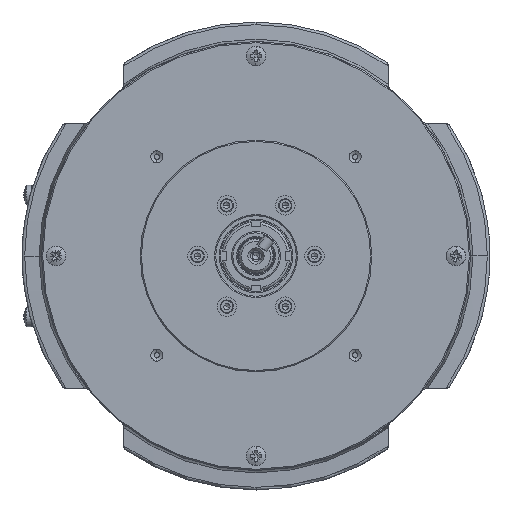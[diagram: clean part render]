
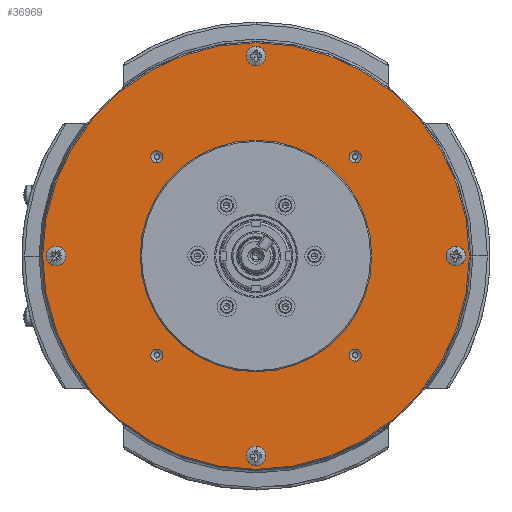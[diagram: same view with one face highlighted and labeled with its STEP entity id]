
A CAD part, left-side view. The second image highlights one B-rep face of the part: STEP entity #36969.
In plain terms, the highlighted planar face has unit normal (-1, 0, 0).
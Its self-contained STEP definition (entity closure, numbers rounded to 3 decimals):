
#4633=CARTESIAN_POINT('',(-12.3,-40.659,43.117));
#4634=VERTEX_POINT('',#4633);
#4642=CARTESIAN_POINT('',(-12.3,-40.659,38.2));
#4643=VERTEX_POINT('',#4642);
#4650=CARTESIAN_POINT('',(-12.3,-40.659,40.659));
#4651=DIRECTION('',(1.0,0.0,0.0));
#4652=DIRECTION('',(0.0,0.0,1.0));
#4653=AXIS2_PLACEMENT_3D('',#4650,#4651,#4652);
#4654=CIRCLE('',#4653,2.459);
#4655=EDGE_CURVE('',#4634,#4643,#4654,.T.);
#4686=CARTESIAN_POINT('',(-12.3,40.659,-38.2));
#4687=VERTEX_POINT('',#4686);
#4695=CARTESIAN_POINT('',(-12.3,40.659,-43.117));
#4696=VERTEX_POINT('',#4695);
#4703=CARTESIAN_POINT('',(-12.3,40.659,-40.659));
#4704=DIRECTION('',(1.0,0.0,0.0));
#4705=DIRECTION('',(0.0,0.0,1.0));
#4706=AXIS2_PLACEMENT_3D('',#4703,#4704,#4705);
#4707=CIRCLE('',#4706,2.459);
#4708=EDGE_CURVE('',#4687,#4696,#4707,.T.);
#4739=CARTESIAN_POINT('',(-12.3,-40.659,-38.2));
#4740=VERTEX_POINT('',#4739);
#4748=CARTESIAN_POINT('',(-12.3,-40.659,-43.117));
#4749=VERTEX_POINT('',#4748);
#4756=CARTESIAN_POINT('',(-12.3,-40.659,-40.659));
#4757=DIRECTION('',(1.0,0.0,0.0));
#4758=DIRECTION('',(0.0,0.0,1.0));
#4759=AXIS2_PLACEMENT_3D('',#4756,#4757,#4758);
#4760=CIRCLE('',#4759,2.459);
#4761=EDGE_CURVE('',#4740,#4749,#4760,.T.);
#4792=CARTESIAN_POINT('',(-12.3,40.659,43.117));
#4793=VERTEX_POINT('',#4792);
#4801=CARTESIAN_POINT('',(-12.3,40.659,38.2));
#4802=VERTEX_POINT('',#4801);
#4809=CARTESIAN_POINT('',(-12.3,40.659,40.659));
#4810=DIRECTION('',(1.0,0.0,0.0));
#4811=DIRECTION('',(0.0,0.0,1.0));
#4812=AXIS2_PLACEMENT_3D('',#4809,#4810,#4811);
#4813=CIRCLE('',#4812,2.459);
#4814=EDGE_CURVE('',#4793,#4802,#4813,.T.);
#4866=CARTESIAN_POINT('',(-12.3,0.,-47.5));
#4867=VERTEX_POINT('',#4866);
#4874=CARTESIAN_POINT('',(-12.3,0.,47.5));
#4875=VERTEX_POINT('',#4874);
#4876=CARTESIAN_POINT('',(-12.3,0.,0.));
#4877=DIRECTION('',(1.0,0.0,0.0));
#4878=DIRECTION('',(0.0,0.0,-1.0));
#4879=AXIS2_PLACEMENT_3D('',#4876,#4877,#4878);
#4880=CIRCLE('',#4879,47.5);
#4881=EDGE_CURVE('',#4875,#4867,#4880,.T.);
#4927=CARTESIAN_POINT('',(-12.3,-82.,4.));
#4928=VERTEX_POINT('',#4927);
#4962=CARTESIAN_POINT('',(-12.3,-82.,-4.));
#4963=VERTEX_POINT('',#4962);
#4970=CARTESIAN_POINT('',(-12.3,-82.,0.));
#4971=DIRECTION('',(1.0,0.0,0.0));
#4972=DIRECTION('',(0.0,0.0,1.0));
#4973=AXIS2_PLACEMENT_3D('',#4970,#4971,#4972);
#4974=CIRCLE('',#4973,4.0);
#4975=EDGE_CURVE('',#4928,#4963,#4974,.T.);
#5008=CARTESIAN_POINT('',(-12.3,82.,4.));
#5009=VERTEX_POINT('',#5008);
#5043=CARTESIAN_POINT('',(-12.3,82.,-4.));
#5044=VERTEX_POINT('',#5043);
#5051=CARTESIAN_POINT('',(-12.3,82.,0.));
#5052=DIRECTION('',(1.0,0.0,0.0));
#5053=DIRECTION('',(0.0,0.0,1.0));
#5054=AXIS2_PLACEMENT_3D('',#5051,#5052,#5053);
#5055=CIRCLE('',#5054,4.0);
#5056=EDGE_CURVE('',#5009,#5044,#5055,.T.);
#5089=CARTESIAN_POINT('',(-12.3,0.,-78.));
#5090=VERTEX_POINT('',#5089);
#5124=CARTESIAN_POINT('',(-12.3,0.,-86.));
#5125=VERTEX_POINT('',#5124);
#5132=CARTESIAN_POINT('',(-12.3,0.,-82.));
#5133=DIRECTION('',(1.0,0.0,0.0));
#5134=DIRECTION('',(0.0,0.0,1.0));
#5135=AXIS2_PLACEMENT_3D('',#5132,#5133,#5134);
#5136=CIRCLE('',#5135,4.0);
#5137=EDGE_CURVE('',#5090,#5125,#5136,.T.);
#5170=CARTESIAN_POINT('',(-12.3,0.,86.));
#5171=VERTEX_POINT('',#5170);
#5205=CARTESIAN_POINT('',(-12.3,0.,78.));
#5206=VERTEX_POINT('',#5205);
#5213=CARTESIAN_POINT('',(-12.3,0.,82.));
#5214=DIRECTION('',(1.0,0.0,0.0));
#5215=DIRECTION('',(0.0,0.0,1.0));
#5216=AXIS2_PLACEMENT_3D('',#5213,#5214,#5215);
#5217=CIRCLE('',#5216,4.0);
#5218=EDGE_CURVE('',#5171,#5206,#5217,.T.);
#5228=CARTESIAN_POINT('',(-12.3,0.,-87.5));
#5229=VERTEX_POINT('',#5228);
#5238=CARTESIAN_POINT('',(-12.3,0.,87.5));
#5239=VERTEX_POINT('',#5238);
#5240=CARTESIAN_POINT('',(-12.3,0.,0.));
#5241=DIRECTION('',(1.0,0.0,0.0));
#5242=DIRECTION('',(0.0,0.0,-1.0));
#5243=AXIS2_PLACEMENT_3D('',#5240,#5241,#5242);
#5244=CIRCLE('',#5243,87.5);
#5245=EDGE_CURVE('',#5229,#5239,#5244,.T.);
#36864=CARTESIAN_POINT('',(-12.3,0.,0.));
#36865=DIRECTION('',(1.0,0.0,0.0));
#36866=DIRECTION('',(0.0,0.0,-1.0));
#36867=AXIS2_PLACEMENT_3D('',#36864,#36865,#36866);
#36868=PLANE('',#36867);
#36869=CARTESIAN_POINT('',(-12.3,0.,0.));
#36870=DIRECTION('',(1.0,0.0,0.0));
#36871=DIRECTION('',(0.0,0.0,-1.0));
#36872=AXIS2_PLACEMENT_3D('',#36869,#36870,#36871);
#36873=CIRCLE('',#36872,87.5);
#36874=EDGE_CURVE('',#5239,#5229,#36873,.T.);
#36875=ORIENTED_EDGE('',*,*,#36874,.F.);
#36876=ORIENTED_EDGE('',*,*,#5245,.F.);
#36877=EDGE_LOOP('',(#36875,#36876));
#36878=FACE_OUTER_BOUND('',#36877,.T.);
#36879=ORIENTED_EDGE('',*,*,#4655,.T.);
#36880=CARTESIAN_POINT('',(-12.3,-40.659,40.659));
#36881=DIRECTION('',(1.0,0.0,0.0));
#36882=DIRECTION('',(0.0,0.0,1.0));
#36883=AXIS2_PLACEMENT_3D('',#36880,#36881,#36882);
#36884=CIRCLE('',#36883,2.459);
#36885=EDGE_CURVE('',#4643,#4634,#36884,.T.);
#36886=ORIENTED_EDGE('',*,*,#36885,.T.);
#36887=EDGE_LOOP('',(#36879,#36886));
#36888=FACE_BOUND('',#36887,.T.);
#36889=ORIENTED_EDGE('',*,*,#4708,.T.);
#36890=CARTESIAN_POINT('',(-12.3,40.659,-40.659));
#36891=DIRECTION('',(1.0,0.0,0.0));
#36892=DIRECTION('',(0.0,0.0,1.0));
#36893=AXIS2_PLACEMENT_3D('',#36890,#36891,#36892);
#36894=CIRCLE('',#36893,2.459);
#36895=EDGE_CURVE('',#4696,#4687,#36894,.T.);
#36896=ORIENTED_EDGE('',*,*,#36895,.T.);
#36897=EDGE_LOOP('',(#36889,#36896));
#36898=FACE_BOUND('',#36897,.T.);
#36899=ORIENTED_EDGE('',*,*,#4761,.T.);
#36900=CARTESIAN_POINT('',(-12.3,-40.659,-40.659));
#36901=DIRECTION('',(1.0,0.0,0.0));
#36902=DIRECTION('',(0.0,0.0,1.0));
#36903=AXIS2_PLACEMENT_3D('',#36900,#36901,#36902);
#36904=CIRCLE('',#36903,2.459);
#36905=EDGE_CURVE('',#4749,#4740,#36904,.T.);
#36906=ORIENTED_EDGE('',*,*,#36905,.T.);
#36907=EDGE_LOOP('',(#36899,#36906));
#36908=FACE_BOUND('',#36907,.T.);
#36909=ORIENTED_EDGE('',*,*,#4814,.T.);
#36910=CARTESIAN_POINT('',(-12.3,40.659,40.659));
#36911=DIRECTION('',(1.0,0.0,0.0));
#36912=DIRECTION('',(0.0,0.0,1.0));
#36913=AXIS2_PLACEMENT_3D('',#36910,#36911,#36912);
#36914=CIRCLE('',#36913,2.459);
#36915=EDGE_CURVE('',#4802,#4793,#36914,.T.);
#36916=ORIENTED_EDGE('',*,*,#36915,.T.);
#36917=EDGE_LOOP('',(#36909,#36916));
#36918=FACE_BOUND('',#36917,.T.);
#36919=ORIENTED_EDGE('',*,*,#4975,.T.);
#36920=CARTESIAN_POINT('',(-12.3,-82.,0.));
#36921=DIRECTION('',(1.0,0.0,0.0));
#36922=DIRECTION('',(0.0,0.0,1.0));
#36923=AXIS2_PLACEMENT_3D('',#36920,#36921,#36922);
#36924=CIRCLE('',#36923,4.0);
#36925=EDGE_CURVE('',#4963,#4928,#36924,.T.);
#36926=ORIENTED_EDGE('',*,*,#36925,.T.);
#36927=EDGE_LOOP('',(#36919,#36926));
#36928=FACE_BOUND('',#36927,.T.);
#36929=ORIENTED_EDGE('',*,*,#5056,.T.);
#36930=CARTESIAN_POINT('',(-12.3,82.,0.));
#36931=DIRECTION('',(1.0,0.0,0.0));
#36932=DIRECTION('',(0.0,0.0,1.0));
#36933=AXIS2_PLACEMENT_3D('',#36930,#36931,#36932);
#36934=CIRCLE('',#36933,4.0);
#36935=EDGE_CURVE('',#5044,#5009,#36934,.T.);
#36936=ORIENTED_EDGE('',*,*,#36935,.T.);
#36937=EDGE_LOOP('',(#36929,#36936));
#36938=FACE_BOUND('',#36937,.T.);
#36939=ORIENTED_EDGE('',*,*,#5137,.T.);
#36940=CARTESIAN_POINT('',(-12.3,0.,-82.));
#36941=DIRECTION('',(1.0,0.0,0.0));
#36942=DIRECTION('',(0.0,0.0,1.0));
#36943=AXIS2_PLACEMENT_3D('',#36940,#36941,#36942);
#36944=CIRCLE('',#36943,4.0);
#36945=EDGE_CURVE('',#5125,#5090,#36944,.T.);
#36946=ORIENTED_EDGE('',*,*,#36945,.T.);
#36947=EDGE_LOOP('',(#36939,#36946));
#36948=FACE_BOUND('',#36947,.T.);
#36949=ORIENTED_EDGE('',*,*,#5218,.T.);
#36950=CARTESIAN_POINT('',(-12.3,0.,82.));
#36951=DIRECTION('',(1.0,0.0,0.0));
#36952=DIRECTION('',(0.0,0.0,1.0));
#36953=AXIS2_PLACEMENT_3D('',#36950,#36951,#36952);
#36954=CIRCLE('',#36953,4.0);
#36955=EDGE_CURVE('',#5206,#5171,#36954,.T.);
#36956=ORIENTED_EDGE('',*,*,#36955,.T.);
#36957=EDGE_LOOP('',(#36949,#36956));
#36958=FACE_BOUND('',#36957,.T.);
#36959=ORIENTED_EDGE('',*,*,#4881,.T.);
#36960=CARTESIAN_POINT('',(-12.3,0.,0.));
#36961=DIRECTION('',(1.0,0.0,0.0));
#36962=DIRECTION('',(0.0,0.0,-1.0));
#36963=AXIS2_PLACEMENT_3D('',#36960,#36961,#36962);
#36964=CIRCLE('',#36963,47.5);
#36965=EDGE_CURVE('',#4867,#4875,#36964,.T.);
#36966=ORIENTED_EDGE('',*,*,#36965,.T.);
#36967=EDGE_LOOP('',(#36959,#36966));
#36968=FACE_BOUND('',#36967,.T.);
#36969=ADVANCED_FACE('',(#36878,#36888,#36898,#36908,#36918,#36928,#36938,#36948,#36958,#36968),#36868,.F.);
